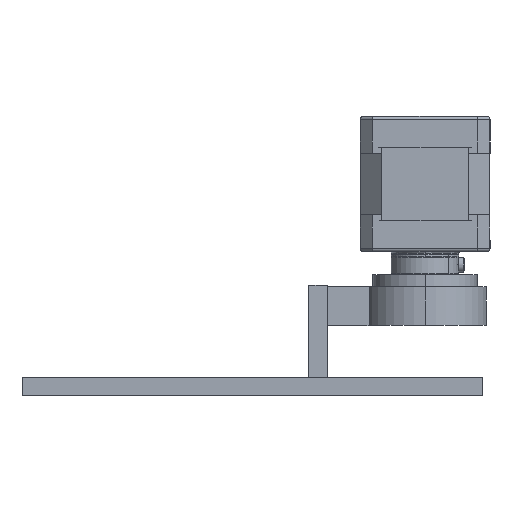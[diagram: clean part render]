
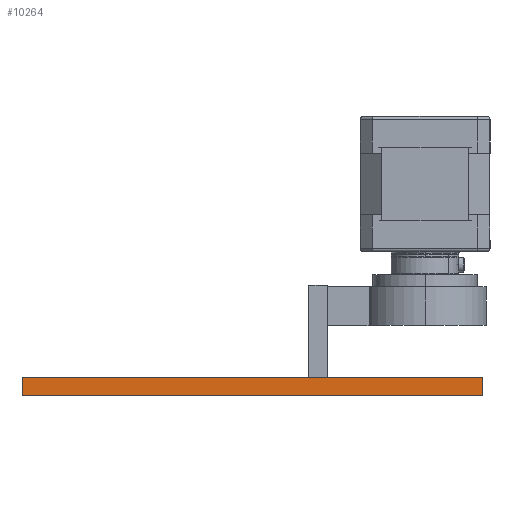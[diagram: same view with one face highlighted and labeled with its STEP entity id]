
A CAD part, left-side view. The second image highlights one B-rep face of the part: STEP entity #10264.
In plain terms, the highlighted planar face has unit normal (-1, 0, 0).
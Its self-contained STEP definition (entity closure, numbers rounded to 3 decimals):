
#497 = CARTESIAN_POINT ( 'NONE',  ( -125., -75., -6. ) ) ;
#1104 = ORIENTED_EDGE ( 'NONE', *, *, #3033, .F. ) ;
#1930 = CARTESIAN_POINT ( 'NONE',  ( -125., 75., -6. ) ) ;
#2495 = CARTESIAN_POINT ( 'NONE',  ( -125., 75., 0. ) ) ;
#2953 = LINE ( 'NONE', #13920, #10783 ) ;
#3033 = EDGE_CURVE ( 'NONE', #8853, #13531, #3791, .T. ) ;
#3791 = LINE ( 'NONE', #13268, #11748 ) ;
#3814 = ORIENTED_EDGE ( 'NONE', *, *, #14021, .F. ) ;
#4075 = VERTEX_POINT ( 'NONE', #4622 ) ;
#4166 = DIRECTION ( 'NONE',  ( 0., 0., 1. ) ) ;
#4622 = CARTESIAN_POINT ( 'NONE',  ( -125., -75., 0. ) ) ;
#4930 = CARTESIAN_POINT ( 'NONE',  ( -125., -75., -6. ) ) ;
#6831 = ORIENTED_EDGE ( 'NONE', *, *, #8869, .T. ) ;
#7245 = DIRECTION ( 'NONE',  ( 0., -1., 0. ) ) ;
#7716 = VECTOR ( 'NONE', #4166, 1000. ) ;
#8153 = LINE ( 'NONE', #11846, #7716 ) ;
#8662 = DIRECTION ( 'NONE',  ( 0., 0., 1. ) ) ;
#8853 = VERTEX_POINT ( 'NONE', #1930 ) ;
#8869 = EDGE_CURVE ( 'NONE', #12422, #4075, #8153, .T. ) ;
#8934 = DIRECTION ( 'NONE',  ( 0., -1., 0. ) ) ;
#9804 = VECTOR ( 'NONE', #7245, 1000. ) ;
#10264 = ADVANCED_FACE ( 'NONE', ( #15128 ), #11513, .T. ) ;
#10521 = EDGE_LOOP ( 'NONE', ( #3814, #1104, #12696, #6831 ) ) ;
#10588 = EDGE_CURVE ( 'NONE', #8853, #12422, #10851, .T. ) ;
#10783 = VECTOR ( 'NONE', #8934, 1000. ) ;
#10851 = LINE ( 'NONE', #4930, #9804 ) ;
#11513 = PLANE ( 'NONE',  #15198 ) ;
#11748 = VECTOR ( 'NONE', #8662, 1000. ) ;
#11846 = CARTESIAN_POINT ( 'NONE',  ( -125., -75., -6. ) ) ;
#12422 = VERTEX_POINT ( 'NONE', #497 ) ;
#12696 = ORIENTED_EDGE ( 'NONE', *, *, #10588, .T. ) ;
#13268 = CARTESIAN_POINT ( 'NONE',  ( -125., 75., -6. ) ) ;
#13531 = VERTEX_POINT ( 'NONE', #2495 ) ;
#13920 = CARTESIAN_POINT ( 'NONE',  ( -125., -75., 0. ) ) ;
#13927 = CARTESIAN_POINT ( 'NONE',  ( -125., -75., -6. ) ) ;
#14021 = EDGE_CURVE ( 'NONE', #13531, #4075, #2953, .T. ) ;
#14091 = DIRECTION ( 'NONE',  ( 0., 0., 1. ) ) ;
#15128 = FACE_OUTER_BOUND ( 'NONE', #10521, .T. ) ;
#15198 = AXIS2_PLACEMENT_3D ( 'NONE', #13927, #15208, #14091 ) ;
#15208 = DIRECTION ( 'NONE',  ( -1., 0., 0. ) ) ;
